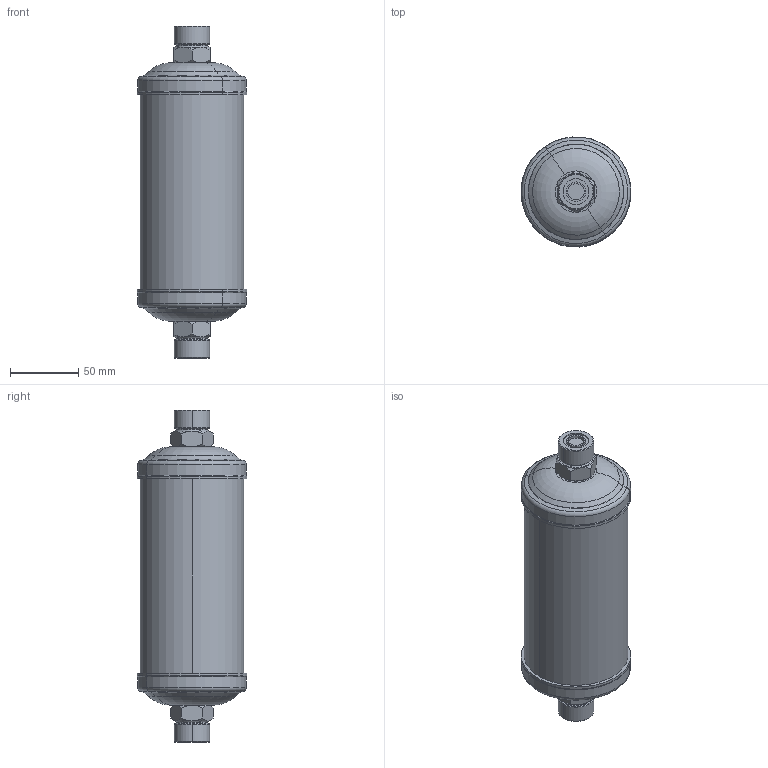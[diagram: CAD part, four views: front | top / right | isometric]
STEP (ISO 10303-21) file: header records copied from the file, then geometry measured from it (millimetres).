
FILE_DESCRIPTION (( 'STEP AP203' ), '1' );
FILE_NAME ('023Z0218R - DCL 305FS.STEP', '2023-05-27T11:28:18', ( '' ), ( '' ), 'SwSTEP 2.0', 'SolidWorks 2020', '' );
FILE_SCHEMA (( 'CONFIG_CONTROL_DESIGN' ));
Length unit declared in the file: millimetre
Products named in the file (1): 023Z0218R - DCL 305FS
Bounding box: 80.61 x 80.61 x 244 mm (x, y, z)
Volume: 872782.2 mm3; surface area: 58151.3 mm2
Topology: 1 solids, 1 shells, 122 faces, 250 edges, 144 vertices
Faces by surface type: cone 44, cylinder 30, plane 28, torus 20
Entity records: 3523 total; most frequent: CARTESIAN_POINT 869, DIRECTION 588, ORIENTED_EDGE 500, AXIS2_PLACEMENT_3D 263, EDGE_CURVE 250, VERTEX_POINT 144, CIRCLE 140, EDGE_LOOP 136
